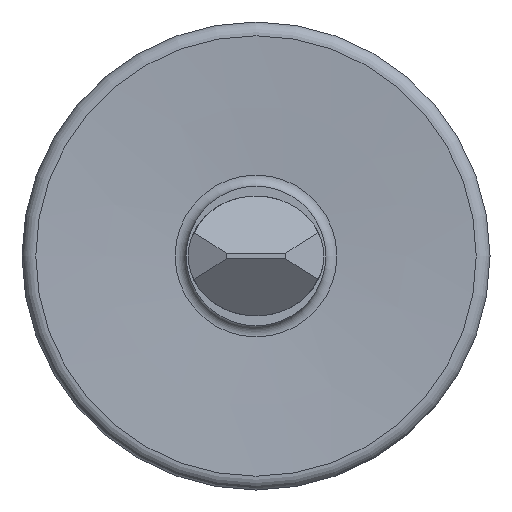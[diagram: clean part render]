
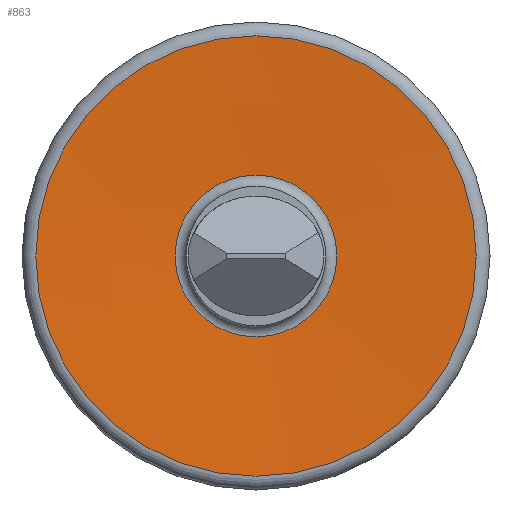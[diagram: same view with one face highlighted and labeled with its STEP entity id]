
A CAD part, left-side view. The second image highlights one B-rep face of the part: STEP entity #863.
In plain terms, the highlighted conical face has half-angle 87 degrees and reference radius 5.153 mm.
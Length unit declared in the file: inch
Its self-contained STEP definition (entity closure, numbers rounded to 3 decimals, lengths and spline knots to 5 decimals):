
#248=CONICAL_SURFACE('',#957,0.20288,87.);
#250=FACE_BOUND('',#324,.T.);
#266=FACE_OUTER_BOUND('',#323,.T.);
#323=EDGE_LOOP('',(#619));
#324=EDGE_LOOP('',(#620));
#394=CIRCLE('',#956,0.10798);
#395=CIRCLE('',#958,0.29408);
#414=VERTEX_POINT('',#1337);
#415=VERTEX_POINT('',#1340);
#497=EDGE_CURVE('',#414,#414,#394,.T.);
#498=EDGE_CURVE('',#415,#415,#395,.T.);
#619=ORIENTED_EDGE('',*,*,#498,.F.);
#620=ORIENTED_EDGE('',*,*,#497,.F.);
#863=ADVANCED_FACE('',(#266,#250),#248,.F.);
#956=AXIS2_PLACEMENT_3D('',#1338,#1064,#1065);
#957=AXIS2_PLACEMENT_3D('',#1339,#1066,#1067);
#958=AXIS2_PLACEMENT_3D('',#1341,#1068,#1069);
#1064=DIRECTION('center_axis',(-1.,0.,0.));
#1065=DIRECTION('ref_axis',(0.,-1.,0.));
#1066=DIRECTION('center_axis',(-1.,0.,0.));
#1067=DIRECTION('ref_axis',(0.,1.,0.));
#1068=DIRECTION('center_axis',(1.,0.,0.));
#1069=DIRECTION('ref_axis',(0.,-1.,0.));
#1337=CARTESIAN_POINT('',(1.18572,0.10798,0.));
#1338=CARTESIAN_POINT('Origin',(1.18572,0.,0.));
#1339=CARTESIAN_POINT('Origin',(1.18075,0.,0.));
#1340=CARTESIAN_POINT('',(1.17597,0.29408,0.));
#1341=CARTESIAN_POINT('Origin',(1.17597,0.,0.));
